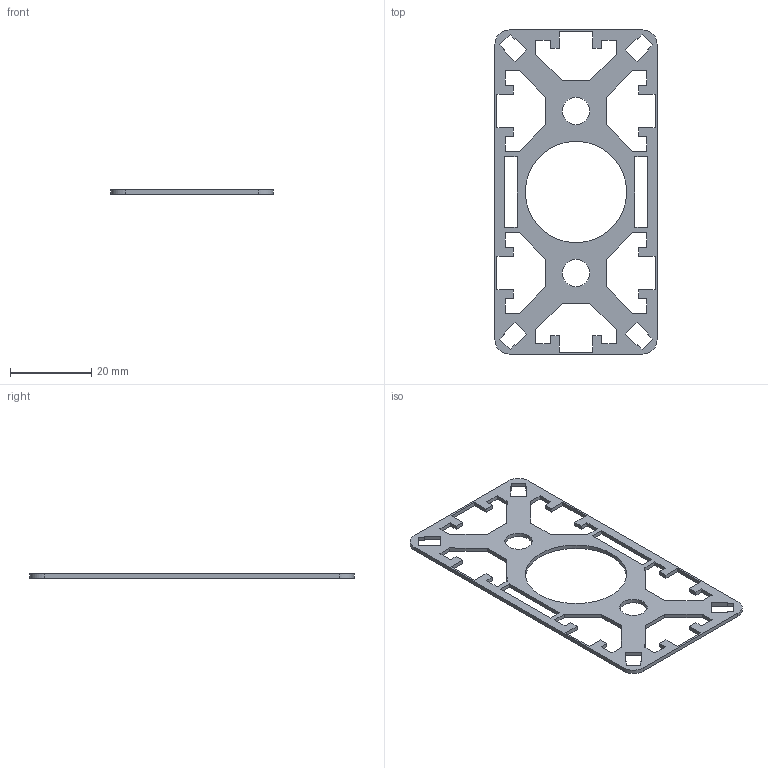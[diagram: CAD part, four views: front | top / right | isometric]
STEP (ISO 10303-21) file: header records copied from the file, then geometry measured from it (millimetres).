
FILE_DESCRIPTION((''),'2;1');
FILE_NAME('SP391_extern.ipt.step','2007-09-10T15:10:00',(''),(''),'Autodesk Inventor 11','Autodesk Inventor 11','');
FILE_SCHEMA(('AUTOMOTIVE_DESIGN { 1 0 10303 214 1 1 1 1 }'));
Length unit declared in the file: millimetre
Products named in the file (1): SP391_extern
Bounding box: 40 x 80 x 1 mm (x, y, z)
Volume: 1452.3 mm3; surface area: 3803.2 mm2
Topology: 1 solids, 1 shells, 137 faces, 408 edges, 273 vertices
Faces by surface type: plane 126, bspline 6, cylinder 5
Full cylindrical faces by diameter (mm): 6.8 x1
Entity records: 4587 total; most frequent: CARTESIAN_POINT 856, ORIENTED_EDGE 804, DIRECTION 680, EDGE_CURVE 402, VECTOR 388, LINE 388, VERTEX_POINT 270, EDGE_LOOP 170
